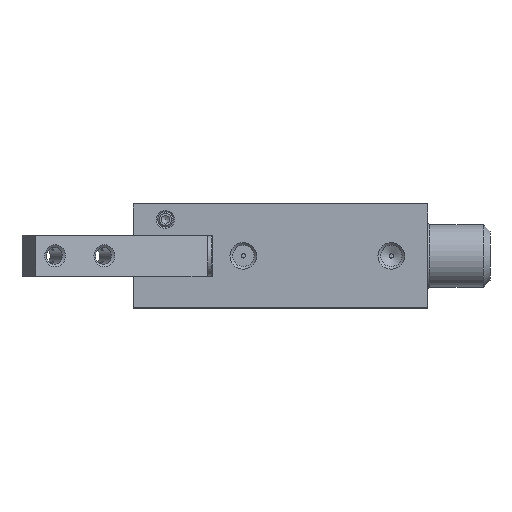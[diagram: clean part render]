
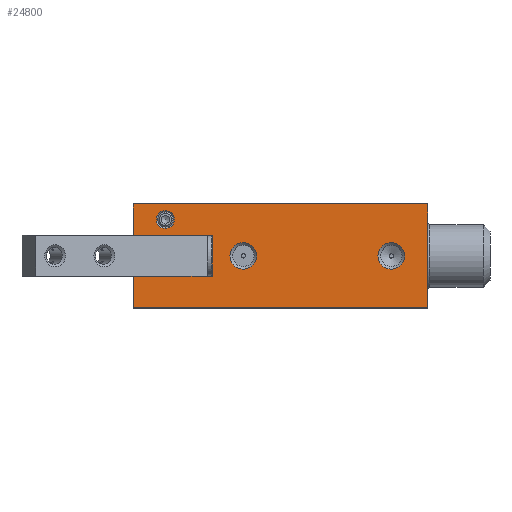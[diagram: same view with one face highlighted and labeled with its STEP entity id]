
A CAD part, top view. The second image highlights one B-rep face of the part: STEP entity #24800.
In plain terms, the highlighted planar face has unit normal (0, 0, 1).
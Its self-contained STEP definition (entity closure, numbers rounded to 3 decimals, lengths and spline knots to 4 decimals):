
#681=LINE($,#33495,#2488);
#1048=LINE($,#36830,#2855);
#1769=LINE($,#49587,#3576);
#1787=LINE($,#49624,#3594);
#1794=LINE($,#49643,#3601);
#1833=LINE($,#49938,#3640);
#1834=LINE($,#49940,#3641);
#1837=LINE($,#49946,#3644);
#1840=LINE($,#49988,#3647);
#1841=LINE($,#50065,#3648);
#2488=VECTOR($,#26893,5.67);
#2855=VECTOR($,#27452,5.67);
#3576=VECTOR($,#28775,0.9699);
#3594=VECTOR($,#28801,0.5501);
#3601=VECTOR($,#28816,0.5501);
#3640=VECTOR($,#28951,0.9699);
#3641=VECTOR($,#28954,0.6075);
#3644=VECTOR($,#28963,0.6075);
#3647=VECTOR($,#29024,0.785);
#3648=VECTOR($,#29083,2.);
#6512=PLANE($,#25633);
#6817=FACE_BOUND($,#9832,.T.);
#6818=FACE_BOUND($,#9833,.T.);
#6819=FACE_BOUND($,#9834,.T.);
#8217=FACE_OUTER_BOUND($,#9831,.T.);
#9831=EDGE_LOOP($,(#23338,#23339,#23340,#23341,#23342,#23343,#23344,#23345,
#23346,#23347));
#9832=EDGE_LOOP($,(#23348));
#9833=EDGE_LOOP($,(#23349));
#9834=EDGE_LOOP($,(#23350));
#10074=CIRCLE($,#25590,0.173);
#10096=CIRCLE($,#25634,0.2567);
#10097=CIRCLE($,#25635,0.2567);
#10770=VERTEX_POINT($,#33493);
#10771=VERTEX_POINT($,#33494);
#11182=VERTEX_POINT($,#36828);
#11183=VERTEX_POINT($,#36829);
#12441=VERTEX_POINT($,#49584);
#12442=VERTEX_POINT($,#49586);
#12457=VERTEX_POINT($,#49622);
#12464=VERTEX_POINT($,#49641);
#12465=VERTEX_POINT($,#49642);
#12505=VERTEX_POINT($,#49936);
#12509=VERTEX_POINT($,#49966);
#12529=VERTEX_POINT($,#50066);
#12530=VERTEX_POINT($,#50068);
#13514=EDGE_CURVE($,#10770,#10771,#681,.T.);
#14129=EDGE_CURVE($,#11182,#11183,#1048,.T.);
#16011=EDGE_CURVE($,#12441,#12442,#1769,.T.);
#16030=EDGE_CURVE($,#12457,#12441,#1787,.T.);
#16039=EDGE_CURVE($,#12464,#12465,#1794,.T.);
#16100=EDGE_CURVE($,#12505,#12464,#1833,.T.);
#16101=EDGE_CURVE($,#12465,#10770,#1834,.T.);
#16105=EDGE_CURVE($,#11183,#12457,#1837,.T.);
#16111=EDGE_CURVE($,#12509,#12509,#10074,.T.);
#16119=EDGE_CURVE($,#12442,#12505,#1840,.T.);
#16135=EDGE_CURVE($,#11182,#10771,#1841,.T.);
#16136=EDGE_CURVE($,#12529,#12529,#10096,.T.);
#16137=EDGE_CURVE($,#12530,#12530,#10097,.T.);
#23338=ORIENTED_EDGE($,*,*,#16105,.F.);
#23339=ORIENTED_EDGE($,*,*,#14129,.F.);
#23340=ORIENTED_EDGE($,*,*,#16135,.T.);
#23341=ORIENTED_EDGE($,*,*,#13514,.F.);
#23342=ORIENTED_EDGE($,*,*,#16101,.F.);
#23343=ORIENTED_EDGE($,*,*,#16039,.F.);
#23344=ORIENTED_EDGE($,*,*,#16100,.F.);
#23345=ORIENTED_EDGE($,*,*,#16119,.F.);
#23346=ORIENTED_EDGE($,*,*,#16011,.F.);
#23347=ORIENTED_EDGE($,*,*,#16030,.F.);
#23348=ORIENTED_EDGE($,*,*,#16136,.F.);
#23349=ORIENTED_EDGE($,*,*,#16111,.F.);
#23350=ORIENTED_EDGE($,*,*,#16137,.F.);
#24800=ADVANCED_FACE($,(#8217,#6817,#6818,#6819),#6512,.T.);
#25590=AXIS2_PLACEMENT_3D($,#49967,#28994,#28995);
#25633=AXIS2_PLACEMENT_3D($,#50064,#29081,#29082);
#25634=AXIS2_PLACEMENT_3D($,#50067,#29084,#29085);
#25635=AXIS2_PLACEMENT_3D($,#50069,#29086,#29087);
#26893=DIRECTION($,(1.,0.,0.));
#27452=DIRECTION($,(-1.,0.,0.));
#28775=DIRECTION($,(1.,0.,0.));
#28801=DIRECTION($,(1.,0.,0.));
#28816=DIRECTION($,(-1.,0.,0.));
#28951=DIRECTION($,(-1.,0.,0.));
#28954=DIRECTION($,(0.,1.,0.));
#28963=DIRECTION($,(0.,1.,0.));
#28994=DIRECTION('center_axis',(0.,0.,1.));
#28995=DIRECTION('ref_axis',(-1.,0.,0.));
#29024=DIRECTION($,(0.,1.,0.));
#29081=DIRECTION('center_axis',(0.,0.,1.));
#29082=DIRECTION('ref_axis',(1.,0.,0.));
#29083=DIRECTION($,(0.,1.,0.));
#29084=DIRECTION('center_axis',(0.,0.,1.));
#29085=DIRECTION('ref_axis',(0.,1.,0.));
#29086=DIRECTION('center_axis',(0.,0.,1.));
#29087=DIRECTION('ref_axis',(-1.,0.,0.));
#33493=CARTESIAN_POINT('',(-2.12,1.,1.5));
#33494=CARTESIAN_POINT('',(3.55,1.,1.5));
#33495=CARTESIAN_POINT($,(-2.12,1.,1.5));
#36828=CARTESIAN_POINT('',(3.55,-1.,1.5));
#36829=CARTESIAN_POINT('',(-2.12,-1.,1.5));
#36830=CARTESIAN_POINT($,(3.55,-1.,1.5));
#49584=CARTESIAN_POINT('',(-1.5699,-0.3925,1.5));
#49586=CARTESIAN_POINT('',(-0.6,-0.3925,1.5));
#49587=CARTESIAN_POINT($,(-1.5699,-0.3925,1.5));
#49622=CARTESIAN_POINT('',(-2.12,-0.3925,1.5));
#49624=CARTESIAN_POINT($,(-2.12,-0.3925,1.5));
#49641=CARTESIAN_POINT('',(-1.5699,0.3925,1.5));
#49642=CARTESIAN_POINT('',(-2.12,0.3925,1.5));
#49643=CARTESIAN_POINT($,(-1.5699,0.3925,1.5));
#49936=CARTESIAN_POINT('',(-0.6,0.3925,1.5));
#49938=CARTESIAN_POINT($,(-0.6,0.3925,1.5));
#49940=CARTESIAN_POINT($,(-2.12,0.3925,1.5));
#49946=CARTESIAN_POINT($,(-2.12,-1.,1.5));
#49966=CARTESIAN_POINT('',(-1.3271,0.7,1.5));
#49967=CARTESIAN_POINT('Origin',(-1.5,0.7,1.5));
#49988=CARTESIAN_POINT($,(-0.6,-0.3925,1.5));
#50064=CARTESIAN_POINT('Origin',(-0.1124,0.,1.5));
#50065=CARTESIAN_POINT($,(3.55,-1.,1.5));
#50066=CARTESIAN_POINT('',(2.85,-0.2567,1.5));
#50067=CARTESIAN_POINT('Origin',(2.85,0.,1.5));
#50068=CARTESIAN_POINT('',(0.2567,0.,1.5));
#50069=CARTESIAN_POINT('Origin',(0.,0.,1.5));
